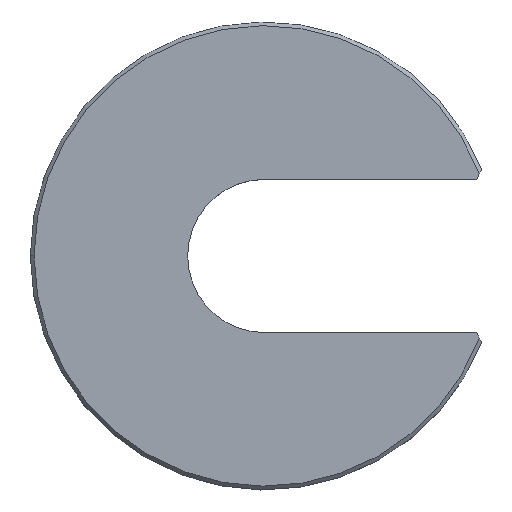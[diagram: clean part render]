
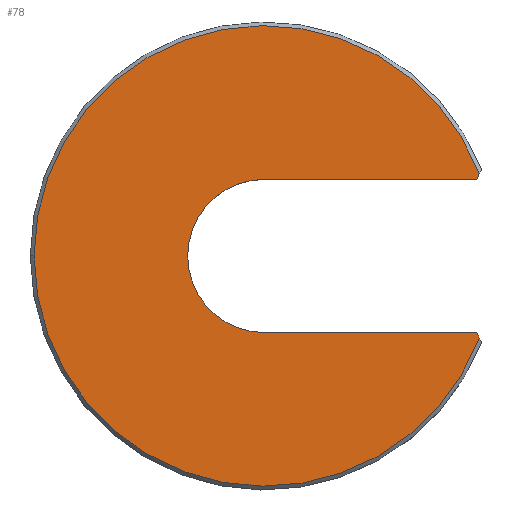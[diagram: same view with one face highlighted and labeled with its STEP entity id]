
A CAD part, top view. The second image highlights one B-rep face of the part: STEP entity #78.
In plain terms, the highlighted planar face has unit normal (0, 0, 1).
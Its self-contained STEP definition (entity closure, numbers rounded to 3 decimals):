
#5 = ORIENTED_EDGE ( 'NONE', *, *, #132, .T. ) ;
#19 = VERTEX_POINT ( 'NONE', #148 ) ;
#20 = EDGE_CURVE ( 'NONE', #21, #19, #287, .T. ) ;
#21 = VERTEX_POINT ( 'NONE', #293 ) ;
#41 = EDGE_LOOP ( 'NONE', ( #80, #79, #54, #56, #5, #139, #137 ) ) ;
#48 = VERTEX_POINT ( 'NONE', #279 ) ;
#52 = EDGE_CURVE ( 'NONE', #59, #74, #331, .T. ) ;
#53 = EDGE_CURVE ( 'NONE', #59, #48, #326, .T. ) ;
#54 = ORIENTED_EDGE ( 'NONE', *, *, #55, .T. ) ;
#55 = EDGE_CURVE ( 'NONE', #74, #21, #336, .T. ) ;
#56 = ORIENTED_EDGE ( 'NONE', *, *, #20, .T. ) ;
#59 = VERTEX_POINT ( 'NONE', #320 ) ;
#74 = VERTEX_POINT ( 'NONE', #173 ) ;
#78 = ADVANCED_FACE ( 'NONE', ( #166 ), #174, .T. ) ;
#79 = ORIENTED_EDGE ( 'NONE', *, *, #52, .T. ) ;
#80 = ORIENTED_EDGE ( 'NONE', *, *, #53, .F. ) ;
#83 = EDGE_CURVE ( 'NONE', #48, #133, #493, .T. ) ;
#84 = EDGE_CURVE ( 'NONE', #133, #136, #518, .T. ) ;
#132 = EDGE_CURVE ( 'NONE', #19, #136, #410, .T. ) ;
#133 = VERTEX_POINT ( 'NONE', #391 ) ;
#136 = VERTEX_POINT ( 'NONE', #415 ) ;
#137 = ORIENTED_EDGE ( 'NONE', *, *, #83, .F. ) ;
#139 = ORIENTED_EDGE ( 'NONE', *, *, #84, .F. ) ;
#148 = CARTESIAN_POINT ( 'NONE',  ( 28.952, -11.08, 0. ) ) ;
#166 = FACE_OUTER_BOUND ( 'NONE', #41, .T. ) ;
#173 = CARTESIAN_POINT ( 'NONE',  ( 28.952, 11.08, 0. ) ) ;
#174 = PLANE ( 'NONE',  #238 ) ;
#235 = DIRECTION ( 'NONE',  ( 1., 0., 0. ) ) ;
#236 = DIRECTION ( 'NONE',  ( 0., 0., 1. ) ) ;
#237 = CARTESIAN_POINT ( 'NONE',  ( 0., 0., 0. ) ) ;
#238 = AXIS2_PLACEMENT_3D ( 'NONE', #237, #236, #235 ) ;
#260 = DIRECTION ( 'NONE',  ( 1., 0., 0. ) ) ;
#261 = DIRECTION ( 'NONE',  ( 0., 0., 1. ) ) ;
#262 = CARTESIAN_POINT ( 'NONE',  ( 0., 0., 0. ) ) ;
#263 = AXIS2_PLACEMENT_3D ( 'NONE', #262, #261, #260 ) ;
#274 = CARTESIAN_POINT ( 'NONE',  ( 0., 0., 0. ) ) ;
#279 = CARTESIAN_POINT ( 'NONE',  ( 0., 10.319, 0. ) ) ;
#287 = CIRCLE ( 'NONE', #263, 31. ) ;
#293 = CARTESIAN_POINT ( 'NONE',  ( -31., 0., 0. ) ) ;
#317 = DIRECTION ( 'NONE',  ( 1., 0., 0. ) ) ;
#318 = DIRECTION ( 'NONE',  ( 0., 0., 1. ) ) ;
#320 = CARTESIAN_POINT ( 'NONE',  ( 28.583, 10.319, 0. ) ) ;
#323 = DIRECTION ( 'NONE',  ( -1., 0., 0. ) ) ;
#324 = VECTOR ( 'NONE', #323, 1000. ) ;
#325 = CARTESIAN_POINT ( 'NONE',  ( 0., 10.319, 0. ) ) ;
#326 = LINE ( 'NONE', #325, #324 ) ;
#327 = AXIS2_PLACEMENT_3D ( 'NONE', #274, #318, #317 ) ;
#328 = DIRECTION ( 'NONE',  ( 0.436, 0.9, 0. ) ) ;
#329 = VECTOR ( 'NONE', #328, 1000. ) ;
#330 = CARTESIAN_POINT ( 'NONE',  ( 19.086, -9.259, 0. ) ) ;
#331 = LINE ( 'NONE', #330, #329 ) ;
#336 = CIRCLE ( 'NONE', #327, 31. ) ;
#391 = CARTESIAN_POINT ( 'NONE',  ( 0., -10.319, 0. ) ) ;
#407 = DIRECTION ( 'NONE',  ( -0.436, 0.9, 0. ) ) ;
#408 = VECTOR ( 'NONE', #407, 1000. ) ;
#409 = CARTESIAN_POINT ( 'NONE',  ( 19.086, 9.259, 0. ) ) ;
#410 = LINE ( 'NONE', #409, #408 ) ;
#415 = CARTESIAN_POINT ( 'NONE',  ( 28.583, -10.319, 0. ) ) ;
#446 = DIRECTION ( 'NONE',  ( 0., 0., 1. ) ) ;
#447 = CARTESIAN_POINT ( 'NONE',  ( 0., 0., 0. ) ) ;
#448 = AXIS2_PLACEMENT_3D ( 'NONE', #447, #446, #520 ) ;
#493 = CIRCLE ( 'NONE', #448, 10.319 ) ;
#515 = DIRECTION ( 'NONE',  ( 1., 0., 0. ) ) ;
#516 = VECTOR ( 'NONE', #515, 1000. ) ;
#517 = CARTESIAN_POINT ( 'NONE',  ( 31.5, -10.319, 0. ) ) ;
#518 = LINE ( 'NONE', #517, #516 ) ;
#520 = DIRECTION ( 'NONE',  ( 1., 0., 0. ) ) ;
